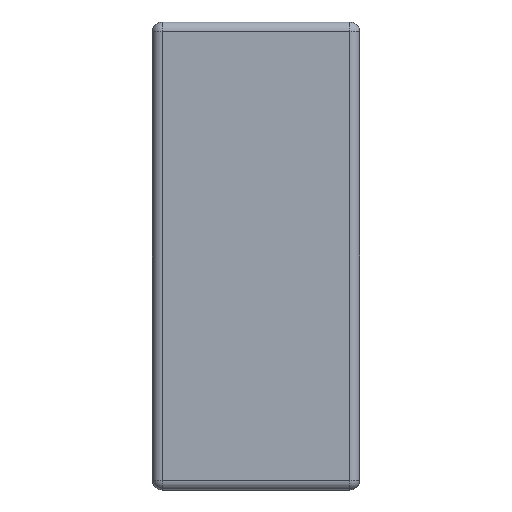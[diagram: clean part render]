
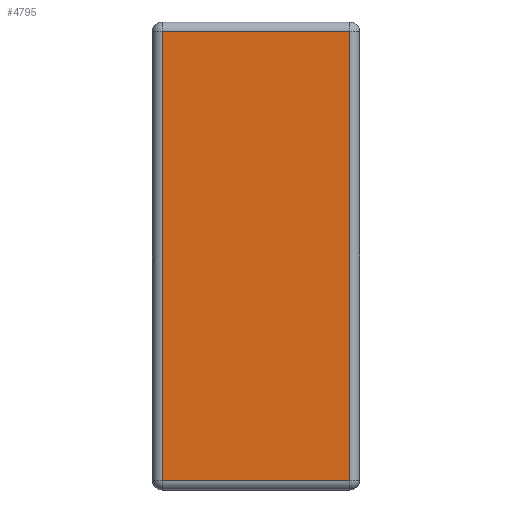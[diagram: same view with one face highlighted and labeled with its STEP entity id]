
A CAD part, left-side view. The second image highlights one B-rep face of the part: STEP entity #4795.
In plain terms, the highlighted planar face has unit normal (-1, 0, 0).
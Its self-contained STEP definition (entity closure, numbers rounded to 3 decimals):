
#59 = CARTESIAN_POINT ( 'NONE',  ( 0., 0.073, -0.073 ) ) ;
#99 = ORIENTED_EDGE ( 'NONE', *, *, #3259, .T. ) ;
#143 = EDGE_CURVE ( 'NONE', #3491, #4717, #3247, .T. ) ;
#165 = VECTOR ( 'NONE', #438, 1000. ) ;
#438 = DIRECTION ( 'NONE',  ( 0., 0., 1. ) ) ;
#729 = VERTEX_POINT ( 'NONE', #4136 ) ;
#950 = ORIENTED_EDGE ( 'NONE', *, *, #143, .T. ) ;
#1284 = CARTESIAN_POINT ( 'NONE',  ( 0., 0., 0. ) ) ;
#1558 = CARTESIAN_POINT ( 'NONE',  ( 0., 1.477, -3.427 ) ) ;
#1678 = EDGE_CURVE ( 'NONE', #4717, #729, #2457, .T. ) ;
#1792 = ORIENTED_EDGE ( 'NONE', *, *, #3557, .T. ) ;
#1797 = LINE ( 'NONE', #2414, #4385 ) ;
#1818 = FACE_OUTER_BOUND ( 'NONE', #2261, .T. ) ;
#1828 = AXIS2_PLACEMENT_3D ( 'NONE', #1284, #3479, #3108 ) ;
#1914 = CARTESIAN_POINT ( 'NONE',  ( 0., 1.477, -3.5 ) ) ;
#1972 = CARTESIAN_POINT ( 'NONE',  ( 0., 1.477, -0.073 ) ) ;
#2261 = EDGE_LOOP ( 'NONE', ( #2597, #99, #1792, #950 ) ) ;
#2271 = CARTESIAN_POINT ( 'NONE',  ( 0., 0.073, 0. ) ) ;
#2414 = CARTESIAN_POINT ( 'NONE',  ( 0., 1.55, -0.073 ) ) ;
#2457 = LINE ( 'NONE', #3999, #4683 ) ;
#2597 = ORIENTED_EDGE ( 'NONE', *, *, #1678, .T. ) ;
#3108 = DIRECTION ( 'NONE',  ( 0., 0., 1. ) ) ;
#3131 = VECTOR ( 'NONE', #4345, 1000. ) ;
#3247 = LINE ( 'NONE', #1914, #3131 ) ;
#3259 = EDGE_CURVE ( 'NONE', #729, #4698, #3583, .T. ) ;
#3293 = DIRECTION ( 'NONE',  ( 0., -1., 0. ) ) ;
#3479 = DIRECTION ( 'NONE',  ( -1., 0., 0. ) ) ;
#3491 = VERTEX_POINT ( 'NONE', #1972 ) ;
#3557 = EDGE_CURVE ( 'NONE', #4698, #3491, #1797, .T. ) ;
#3583 = LINE ( 'NONE', #2271, #165 ) ;
#3919 = DIRECTION ( 'NONE',  ( 0., 1., 0. ) ) ;
#3999 = CARTESIAN_POINT ( 'NONE',  ( 0., 0., -3.427 ) ) ;
#4136 = CARTESIAN_POINT ( 'NONE',  ( 0., 0.073, -3.427 ) ) ;
#4140 = PLANE ( 'NONE',  #1828 ) ;
#4345 = DIRECTION ( 'NONE',  ( 0., 0., -1. ) ) ;
#4385 = VECTOR ( 'NONE', #3919, 1000. ) ;
#4683 = VECTOR ( 'NONE', #3293, 1000. ) ;
#4698 = VERTEX_POINT ( 'NONE', #59 ) ;
#4717 = VERTEX_POINT ( 'NONE', #1558 ) ;
#4795 = ADVANCED_FACE ( 'NONE', ( #1818 ), #4140, .T. ) ;
